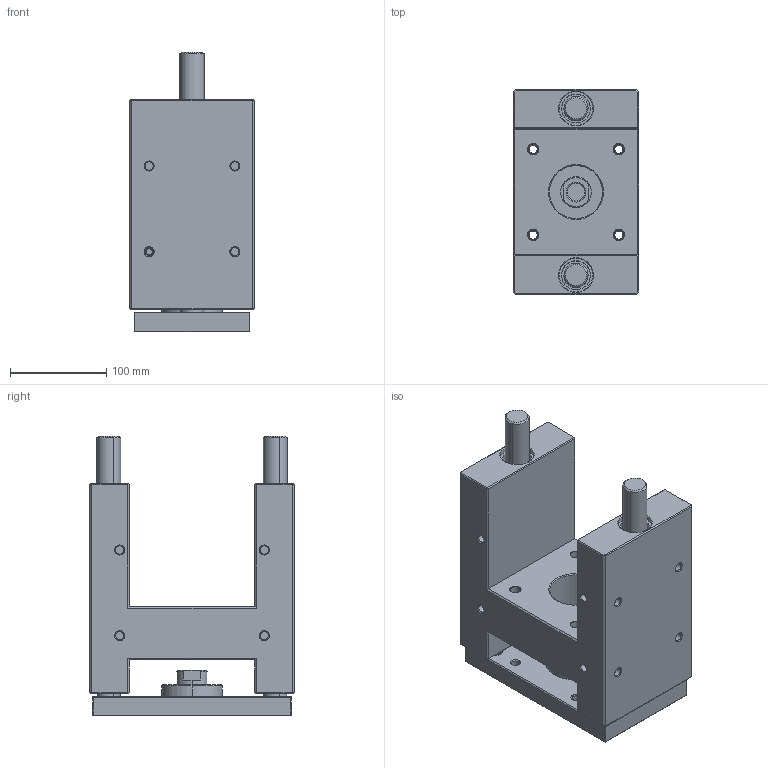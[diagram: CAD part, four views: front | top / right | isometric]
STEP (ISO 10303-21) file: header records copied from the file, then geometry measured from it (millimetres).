
FILE_DESCRIPTION (( 'STEP AP214' ), '1' );
FILE_NAME ('100 H-GUIDING.STEP', '2010-08-06T15:21:48', ( '' ), ( '' ), 'SwSTEP 2.0', 'SolidWorks 2010', '' );
FILE_SCHEMA (( 'AUTOMOTIVE_DESIGN' ));
Length unit declared in the file: millimetre
Products named in the file (5): 茿P  100  H-YATAK  諲; ÇAP  100  H-YATAK  MÝLÝ; ÇAP  100  H-YATAK MÝL YATAK CÝVATASI; 茿P  100  H-YATAK  ARKA; 100  H-GUIDING
Assembly tree (6 placements, depth 2):
  100  H-GUIDING
    ÇAP  100  H-YATAK MÝL YATAK CÝVATASI  x2
    茿P  100  H-YATAK  ARKA
    ÇAP  100  H-YATAK  MÝLÝ  x2
    茿P  100  H-YATAK  諲
Bounding box: 130 x 213 x 290 mm (x, y, z)
Volume: 3546986.8 mm3; surface area: 388100.5 mm2
Topology: 6 solids, 6 shells, 387 faces, 840 edges, 506 vertices
Faces by surface type: plane 151, cylinder 128, cone 100, torus 8
Entity records: 10340 total; most frequent: CARTESIAN_POINT 1808, DIRECTION 1806, ORIENTED_EDGE 1536, EDGE_CURVE 768, AXIS2_PLACEMENT_3D 696, VERTEX_POINT 462, EDGE_LOOP 426, VECTOR 414
